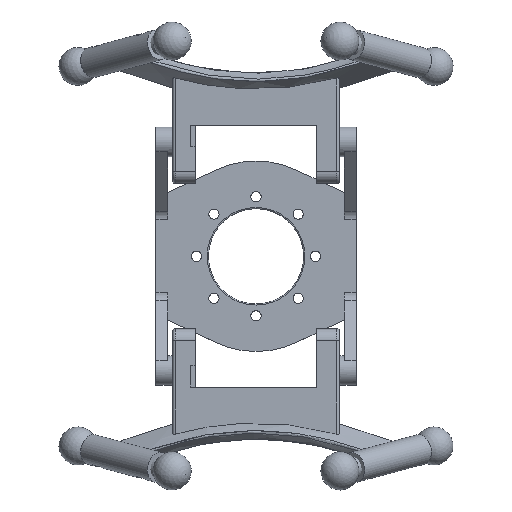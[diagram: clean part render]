
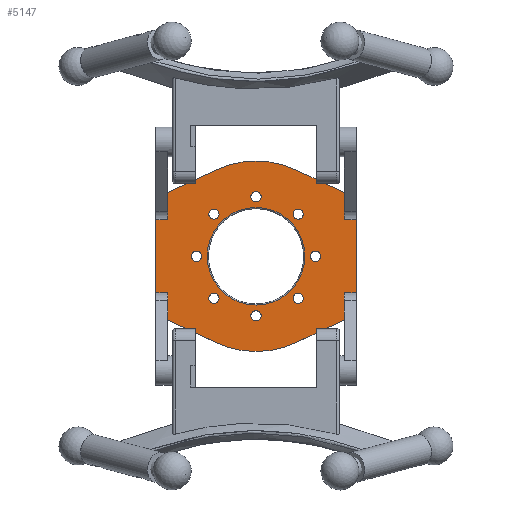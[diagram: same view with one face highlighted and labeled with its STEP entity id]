
A CAD part, top view. The second image highlights one B-rep face of the part: STEP entity #5147.
In plain terms, the highlighted planar face has unit normal (0, 0, 1).
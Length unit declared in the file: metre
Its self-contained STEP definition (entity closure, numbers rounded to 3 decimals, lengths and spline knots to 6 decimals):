
#211=LINE('',#7422,#583);
#226=LINE('',#7483,#598);
#233=LINE('',#7510,#605);
#254=LINE('',#7563,#626);
#255=LINE('',#7567,#627);
#256=LINE('',#7568,#628);
#257=LINE('',#7572,#629);
#258=LINE('',#7574,#630);
#259=LINE('',#7576,#631);
#260=LINE('',#7578,#632);
#261=LINE('',#7580,#633);
#262=LINE('',#7582,#634);
#263=LINE('',#7584,#635);
#264=LINE('',#7588,#636);
#583=VECTOR('',#6056,1.);
#598=VECTOR('',#6105,1.);
#605=VECTOR('',#6128,1.);
#626=VECTOR('',#6187,1.);
#627=VECTOR('',#6192,1.);
#628=VECTOR('',#6193,1.);
#629=VECTOR('',#6196,1.);
#630=VECTOR('',#6197,1.);
#631=VECTOR('',#6198,1.);
#632=VECTOR('',#6199,1.);
#633=VECTOR('',#6200,1.);
#634=VECTOR('',#6201,1.);
#635=VECTOR('',#6202,1.);
#636=VECTOR('',#6205,1.);
#1051=PLANE('',#5571);
#1328=ORIENTED_EDGE('',*,*,#2748,.T.);
#1329=ORIENTED_EDGE('',*,*,#2749,.T.);
#1330=ORIENTED_EDGE('',*,*,#2678,.T.);
#1331=ORIENTED_EDGE('',*,*,#2750,.T.);
#1332=ORIENTED_EDGE('',*,*,#2751,.F.);
#1333=ORIENTED_EDGE('',*,*,#2752,.F.);
#1334=ORIENTED_EDGE('',*,*,#2753,.F.);
#1335=ORIENTED_EDGE('',*,*,#2754,.F.);
#1336=ORIENTED_EDGE('',*,*,#2755,.F.);
#1337=ORIENTED_EDGE('',*,*,#2756,.T.);
#1338=ORIENTED_EDGE('',*,*,#2757,.F.);
#1339=ORIENTED_EDGE('',*,*,#2758,.T.);
#1340=ORIENTED_EDGE('',*,*,#2759,.F.);
#1341=ORIENTED_EDGE('',*,*,#2760,.F.);
#1342=ORIENTED_EDGE('',*,*,#2720,.T.);
#1343=ORIENTED_EDGE('',*,*,#2747,.F.);
#1344=ORIENTED_EDGE('',*,*,#2707,.T.);
#1345=ORIENTED_EDGE('',*,*,#2761,.T.);
#1346=ORIENTED_EDGE('',*,*,#2762,.T.);
#1347=ORIENTED_EDGE('',*,*,#2763,.T.);
#1348=ORIENTED_EDGE('',*,*,#2764,.T.);
#1349=ORIENTED_EDGE('',*,*,#2765,.T.);
#1350=ORIENTED_EDGE('',*,*,#2766,.T.);
#1351=ORIENTED_EDGE('',*,*,#2767,.T.);
#1352=ORIENTED_EDGE('',*,*,#2768,.T.);
#2678=EDGE_CURVE('',#3411,#3412,#211,.T.);
#2707=EDGE_CURVE('',#3440,#3439,#226,.T.);
#2720=EDGE_CURVE('',#3452,#3453,#233,.T.);
#2747=EDGE_CURVE('',#3440,#3453,#254,.T.);
#2748=EDGE_CURVE('',#3465,#3465,#3948,.F.);
#2749=EDGE_CURVE('',#3439,#3411,#255,.T.);
#2750=EDGE_CURVE('',#3412,#3466,#256,.T.);
#2751=EDGE_CURVE('',#3467,#3466,#3949,.T.);
#2752=EDGE_CURVE('',#3468,#3467,#257,.T.);
#2753=EDGE_CURVE('',#3469,#3468,#258,.T.);
#2754=EDGE_CURVE('',#3470,#3469,#259,.T.);
#2755=EDGE_CURVE('',#3471,#3470,#260,.T.);
#2756=EDGE_CURVE('',#3471,#3472,#261,.T.);
#2757=EDGE_CURVE('',#3473,#3472,#262,.T.);
#2758=EDGE_CURVE('',#3473,#3474,#263,.T.);
#2759=EDGE_CURVE('',#3475,#3474,#3950,.T.);
#2760=EDGE_CURVE('',#3452,#3475,#264,.T.);
#2761=EDGE_CURVE('',#3476,#3476,#3951,.T.);
#2762=EDGE_CURVE('',#3477,#3477,#3952,.T.);
#2763=EDGE_CURVE('',#3478,#3478,#3953,.T.);
#2764=EDGE_CURVE('',#3479,#3479,#3954,.T.);
#2765=EDGE_CURVE('',#3480,#3480,#3955,.T.);
#2766=EDGE_CURVE('',#3481,#3481,#3956,.T.);
#2767=EDGE_CURVE('',#3482,#3482,#3957,.T.);
#2768=EDGE_CURVE('',#3483,#3483,#3958,.T.);
#3411=VERTEX_POINT('',#7423);
#3412=VERTEX_POINT('',#7424);
#3439=VERTEX_POINT('',#7482);
#3440=VERTEX_POINT('',#7484);
#3452=VERTEX_POINT('',#7511);
#3453=VERTEX_POINT('',#7512);
#3465=VERTEX_POINT('',#7566);
#3466=VERTEX_POINT('',#7569);
#3467=VERTEX_POINT('',#7571);
#3468=VERTEX_POINT('',#7573);
#3469=VERTEX_POINT('',#7575);
#3470=VERTEX_POINT('',#7577);
#3471=VERTEX_POINT('',#7579);
#3472=VERTEX_POINT('',#7581);
#3473=VERTEX_POINT('',#7583);
#3474=VERTEX_POINT('',#7585);
#3475=VERTEX_POINT('',#7587);
#3476=VERTEX_POINT('',#7590);
#3477=VERTEX_POINT('',#7592);
#3478=VERTEX_POINT('',#7594);
#3479=VERTEX_POINT('',#7596);
#3480=VERTEX_POINT('',#7598);
#3481=VERTEX_POINT('',#7600);
#3482=VERTEX_POINT('',#7602);
#3483=VERTEX_POINT('',#7604);
#3948=CIRCLE('',#5572,0.0205);
#3949=CIRCLE('',#5573,0.04);
#3950=CIRCLE('',#5574,0.04);
#3951=CIRCLE('',#5575,0.00215);
#3952=CIRCLE('',#5576,0.00215);
#3953=CIRCLE('',#5577,0.00215);
#3954=CIRCLE('',#5578,0.00215);
#3955=CIRCLE('',#5579,0.00215);
#3956=CIRCLE('',#5580,0.00215);
#3957=CIRCLE('',#5581,0.00215);
#3958=CIRCLE('',#5582,0.00215);
#4176=EDGE_LOOP('',(#1328));
#4177=EDGE_LOOP('',(#1329,#1330,#1331,#1332,#1333,#1334,#1335,#1336,#1337,
#1338,#1339,#1340,#1341,#1342,#1343,#1344));
#4178=EDGE_LOOP('',(#1345));
#4179=EDGE_LOOP('',(#1346));
#4180=EDGE_LOOP('',(#1347));
#4181=EDGE_LOOP('',(#1348));
#4182=EDGE_LOOP('',(#1349));
#4183=EDGE_LOOP('',(#1350));
#4184=EDGE_LOOP('',(#1351));
#4185=EDGE_LOOP('',(#1352));
#4628=FACE_BOUND('',#4176,.T.);
#4629=FACE_BOUND('',#4177,.T.);
#4630=FACE_BOUND('',#4178,.T.);
#4631=FACE_BOUND('',#4179,.T.);
#4632=FACE_BOUND('',#4180,.T.);
#4633=FACE_BOUND('',#4181,.T.);
#4634=FACE_BOUND('',#4182,.T.);
#4635=FACE_BOUND('',#4183,.T.);
#4636=FACE_BOUND('',#4184,.T.);
#4637=FACE_BOUND('',#4185,.T.);
#5147=ADVANCED_FACE('',(#4628,#4629,#4630,#4631,#4632,#4633,#4634,#4635,
#4636,#4637),#1051,.T.);
#5571=AXIS2_PLACEMENT_3D('',#7564,#6188,#6189);
#5572=AXIS2_PLACEMENT_3D('',#7565,#6190,#6191);
#5573=AXIS2_PLACEMENT_3D('',#7570,#6194,#6195);
#5574=AXIS2_PLACEMENT_3D('',#7586,#6203,#6204);
#5575=AXIS2_PLACEMENT_3D('',#7589,#6206,#6207);
#5576=AXIS2_PLACEMENT_3D('',#7591,#6208,#6209);
#5577=AXIS2_PLACEMENT_3D('',#7593,#6210,#6211);
#5578=AXIS2_PLACEMENT_3D('',#7595,#6212,#6213);
#5579=AXIS2_PLACEMENT_3D('',#7597,#6214,#6215);
#5580=AXIS2_PLACEMENT_3D('',#7599,#6216,#6217);
#5581=AXIS2_PLACEMENT_3D('',#7601,#6218,#6219);
#5582=AXIS2_PLACEMENT_3D('',#7603,#6220,#6221);
#6056=DIRECTION('',(0.,-1.,0.));
#6105=DIRECTION('',(0.,-1.,0.));
#6128=DIRECTION('',(0.,-1.,0.));
#6187=DIRECTION('',(1.,0.,0.));
#6188=DIRECTION('',(0.,0.,1.));
#6189=DIRECTION('',(1.,0.,0.));
#6190=DIRECTION('',(0.,0.,1.));
#6191=DIRECTION('',(1.,0.,0.));
#6192=DIRECTION('',(1.,0.,0.));
#6193=DIRECTION('',(0.904,-0.428,0.));
#6194=DIRECTION('',(0.,0.,-1.));
#6195=DIRECTION('',(-1.,0.,0.));
#6196=DIRECTION('',(-0.904,-0.428,0.));
#6197=DIRECTION('',(0.,-1.,0.));
#6198=DIRECTION('',(-1.,0.,0.));
#6199=DIRECTION('',(0.,-1.,0.));
#6200=DIRECTION('',(-1.,0.,0.));
#6201=DIRECTION('',(0.,-1.,0.));
#6202=DIRECTION('',(-0.904,0.428,0.));
#6203=DIRECTION('',(0.,0.,-1.));
#6204=DIRECTION('',(-1.,0.,0.));
#6205=DIRECTION('',(0.904,0.428,0.));
#6206=DIRECTION('',(0.,0.,-1.));
#6207=DIRECTION('',(-1.,0.,0.));
#6208=DIRECTION('',(0.,0.,-1.));
#6209=DIRECTION('',(-1.,0.,0.));
#6210=DIRECTION('',(0.,0.,-1.));
#6211=DIRECTION('',(-1.,0.,0.));
#6212=DIRECTION('',(0.,0.,-1.));
#6213=DIRECTION('',(-1.,0.,0.));
#6214=DIRECTION('',(0.,0.,-1.));
#6215=DIRECTION('',(-1.,0.,0.));
#6216=DIRECTION('',(0.,0.,-1.));
#6217=DIRECTION('',(-1.,0.,0.));
#6218=DIRECTION('',(0.,0.,-1.));
#6219=DIRECTION('',(-1.,0.,0.));
#6220=DIRECTION('',(0.,0.,-1.));
#6221=DIRECTION('',(-1.,0.,0.));
#7422=CARTESIAN_POINT('',(-0.03715,0.,-0.043259));
#7423=CARTESIAN_POINT('',(-0.03715,-0.015391,-0.043259));
#7424=CARTESIAN_POINT('',(-0.03715,-0.026672,-0.043259));
#7482=CARTESIAN_POINT('',(-0.04215,-0.015391,-0.043259));
#7483=CARTESIAN_POINT('',(-0.04215,0.007696,-0.043259));
#7484=CARTESIAN_POINT('',(-0.04215,0.015391,-0.043259));
#7510=CARTESIAN_POINT('',(-0.03715,0.,-0.043259));
#7511=CARTESIAN_POINT('',(-0.03715,0.026672,-0.043259));
#7512=CARTESIAN_POINT('',(-0.03715,0.015391,-0.043259));
#7563=CARTESIAN_POINT('',(-0.04215,0.015391,-0.043259));
#7564=CARTESIAN_POINT('',(-0.04215,0.007696,-0.043259));
#7565=CARTESIAN_POINT('',(0.,0.,-0.043259));
#7566=CARTESIAN_POINT('',(0.0205,0.,-0.043259));
#7567=CARTESIAN_POINT('',(-0.04215,-0.015391,-0.043259));
#7568=CARTESIAN_POINT('',(-0.029421,-0.03033,-0.043259));
#7569=CARTESIAN_POINT('',(-0.01711,-0.036156,-0.043259));
#7570=CARTESIAN_POINT('',(0.,0.,-0.043259));
#7571=CARTESIAN_POINT('',(0.01711,-0.036156,-0.043259));
#7572=CARTESIAN_POINT('',(0.029421,-0.03033,-0.043259));
#7573=CARTESIAN_POINT('',(0.03715,-0.026672,-0.043259));
#7574=CARTESIAN_POINT('',(0.03715,0.,-0.043259));
#7575=CARTESIAN_POINT('',(0.03715,-0.015391,-0.043259));
#7576=CARTESIAN_POINT('',(0.04215,-0.015391,-0.043259));
#7577=CARTESIAN_POINT('',(0.04215,-0.015391,-0.043259));
#7578=CARTESIAN_POINT('',(0.04215,0.007696,-0.043259));
#7579=CARTESIAN_POINT('',(0.04215,0.015391,-0.043259));
#7580=CARTESIAN_POINT('',(0.04215,0.015391,-0.043259));
#7581=CARTESIAN_POINT('',(0.03715,0.015391,-0.043259));
#7582=CARTESIAN_POINT('',(0.03715,0.,-0.043259));
#7583=CARTESIAN_POINT('',(0.03715,0.026672,-0.043259));
#7584=CARTESIAN_POINT('',(0.029421,0.03033,-0.043259));
#7585=CARTESIAN_POINT('',(0.01711,0.036156,-0.043259));
#7586=CARTESIAN_POINT('',(0.,0.,-0.043259));
#7587=CARTESIAN_POINT('',(-0.01711,0.036156,-0.043259));
#7588=CARTESIAN_POINT('',(-0.029421,0.03033,-0.043259));
#7589=CARTESIAN_POINT('',(0.017678,-0.017678,-0.043259));
#7590=CARTESIAN_POINT('',(0.015528,-0.017678,-0.043259));
#7591=CARTESIAN_POINT('',(0.025,0.,-0.043259));
#7592=CARTESIAN_POINT('',(0.02285,0.,-0.043259));
#7593=CARTESIAN_POINT('',(0.017678,0.017678,-0.043259));
#7594=CARTESIAN_POINT('',(0.015528,0.017678,-0.043259));
#7595=CARTESIAN_POINT('',(0.,0.025,-0.043259));
#7596=CARTESIAN_POINT('',(-0.00215,0.025,-0.043259));
#7597=CARTESIAN_POINT('',(-0.017678,0.017678,-0.043259));
#7598=CARTESIAN_POINT('',(-0.019828,0.017678,-0.043259));
#7599=CARTESIAN_POINT('',(-0.025,0.,-0.043259));
#7600=CARTESIAN_POINT('',(-0.02715,0.,-0.043259));
#7601=CARTESIAN_POINT('',(-0.017678,-0.017678,-0.043259));
#7602=CARTESIAN_POINT('',(-0.019828,-0.017678,-0.043259));
#7603=CARTESIAN_POINT('',(0.,-0.025,-0.043259));
#7604=CARTESIAN_POINT('',(-0.00215,-0.025,-0.043259));
